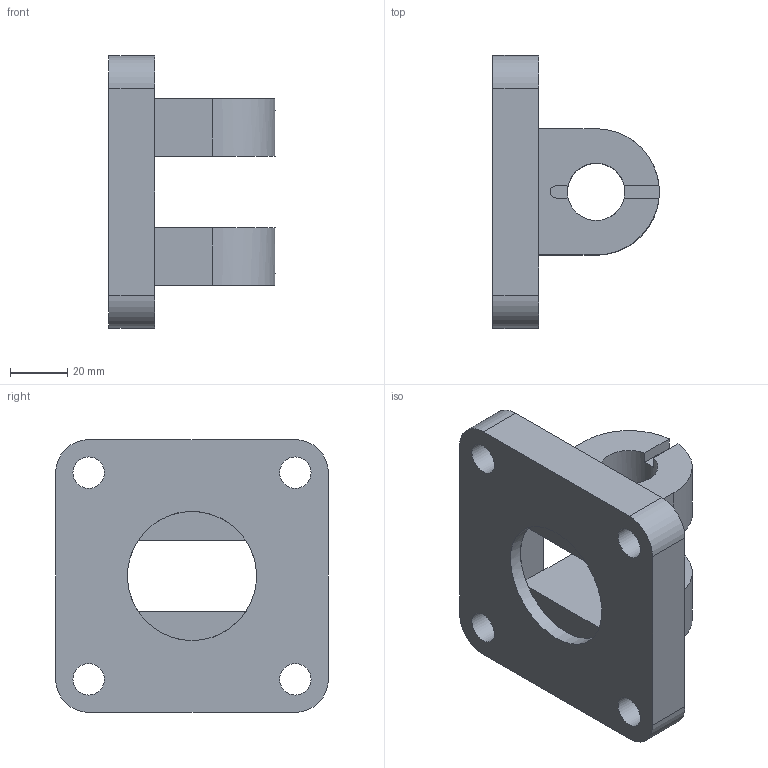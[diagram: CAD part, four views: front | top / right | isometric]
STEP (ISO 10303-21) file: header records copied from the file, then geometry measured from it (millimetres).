
FILE_DESCRIPTION( ( 'STEP AP203' ), ' ' );
FILE_NAME( 'DS5080.stp', '2018-06-13T07:06:09', ( '' ), ( '' ), ' ', 'PARTsolutions', ' ' );
FILE_SCHEMA( ( 'CONFIG_CONTROL_DESIGN' ) );
Length unit declared in the file: millimetre
Products named in the file (1): _DS5080
Bounding box: 58 x 95 x 95 mm (x, y, z)
Volume: 164868.7 mm3; surface area: 36312.3 mm2
Topology: 1 solids, 1 shells, 59 faces, 157 edges, 102 vertices
Faces by surface type: plane 40, cylinder 19
Full cylindrical faces by diameter (mm): 11 x4, 18 x4, 20 x2, 45 x1
Entity records: 1832 total; most frequent: DIRECTION 318, CARTESIAN_POINT 302, ORIENTED_EDGE 286, EDGE_CURVE 143, AXIS2_PLACEMENT_3D 115, VERTEX_POINT 99, LINE 88, VECTOR 88
